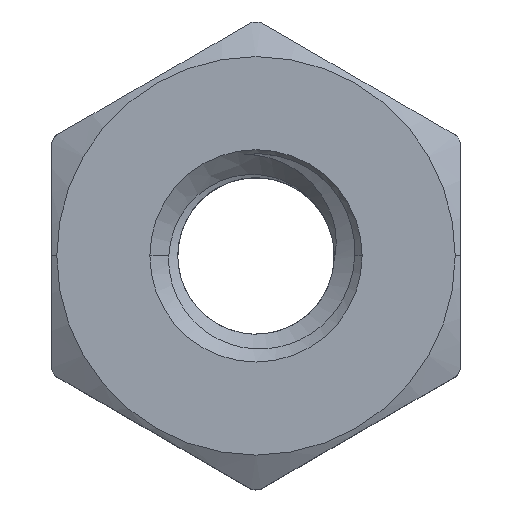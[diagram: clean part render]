
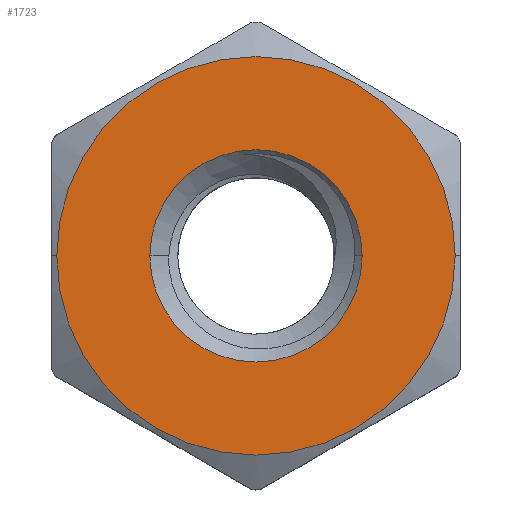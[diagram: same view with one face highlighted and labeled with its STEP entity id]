
A CAD part, top view. The second image highlights one B-rep face of the part: STEP entity #1723.
In plain terms, the highlighted planar face has unit normal (0, 0, 1).
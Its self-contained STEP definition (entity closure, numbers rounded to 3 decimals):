
#11 = ORIENTED_EDGE ( 'NONE', *, *, #629, .F. ) ;
#35 = ORIENTED_EDGE ( 'NONE', *, *, #1356, .T. ) ;
#96 = DIRECTION ( 'NONE',  ( 1., 0., 0. ) ) ;
#160 = EDGE_CURVE ( 'NONE', #612, #852, #1659, .T. ) ;
#182 = DIRECTION ( 'NONE',  ( 0., 0., 1. ) ) ;
#400 = DIRECTION ( 'NONE',  ( 1., 0., 0. ) ) ;
#420 = DIRECTION ( 'NONE',  ( 1., 0., 0. ) ) ;
#426 = ORIENTED_EDGE ( 'NONE', *, *, #160, .F. ) ;
#546 = DIRECTION ( 'NONE',  ( 0., 0., 1. ) ) ;
#572 = CARTESIAN_POINT ( 'NONE',  ( 0., 0., 1. ) ) ;
#591 = DIRECTION ( 'NONE',  ( 0., 0., 1. ) ) ;
#612 = VERTEX_POINT ( 'NONE', #847 ) ;
#629 = EDGE_CURVE ( 'NONE', #852, #612, #875, .T. ) ;
#639 = CARTESIAN_POINT ( 'NONE',  ( 0., 0., 1. ) ) ;
#684 = AXIS2_PLACEMENT_3D ( 'NONE', #1199, #546, #400 ) ;
#847 = CARTESIAN_POINT ( 'NONE',  ( -1.299, 0., 1. ) ) ;
#852 = VERTEX_POINT ( 'NONE', #1828 ) ;
#875 = CIRCLE ( 'NONE', #684, 1.299 ) ;
#882 = AXIS2_PLACEMENT_3D ( 'NONE', #1055, #1373, #96 ) ;
#889 = VERTEX_POINT ( 'NONE', #1029 ) ;
#1029 = CARTESIAN_POINT ( 'NONE',  ( -2.437, 0., 1. ) ) ;
#1055 = CARTESIAN_POINT ( 'NONE',  ( 0., 0., 1. ) ) ;
#1081 = CIRCLE ( 'NONE', #1690, 2.437 ) ;
#1134 = PLANE ( 'NONE',  #1180 ) ;
#1180 = AXIS2_PLACEMENT_3D ( 'NONE', #639, #182, #1788 ) ;
#1199 = CARTESIAN_POINT ( 'NONE',  ( 0., 0., 1. ) ) ;
#1242 = ORIENTED_EDGE ( 'NONE', *, *, #2060, .T. ) ;
#1356 = EDGE_CURVE ( 'NONE', #1370, #889, #1081, .T. ) ;
#1359 = AXIS2_PLACEMENT_3D ( 'NONE', #2044, #1898, #1436 ) ;
#1370 = VERTEX_POINT ( 'NONE', #1746 ) ;
#1373 = DIRECTION ( 'NONE',  ( 0., 0., 1. ) ) ;
#1436 = DIRECTION ( 'NONE',  ( 1., 0., 0. ) ) ;
#1442 = FACE_BOUND ( 'NONE', #2002, .T. ) ;
#1523 = EDGE_LOOP ( 'NONE', ( #35, #1242 ) ) ;
#1557 = FACE_OUTER_BOUND ( 'NONE', #1523, .T. ) ;
#1659 = CIRCLE ( 'NONE', #882, 1.299 ) ;
#1675 = CIRCLE ( 'NONE', #1359, 2.437 ) ;
#1690 = AXIS2_PLACEMENT_3D ( 'NONE', #572, #591, #420 ) ;
#1723 = ADVANCED_FACE ( 'NONE', ( #1442, #1557 ), #1134, .T. ) ;
#1746 = CARTESIAN_POINT ( 'NONE',  ( 2.437, 0., 1. ) ) ;
#1788 = DIRECTION ( 'NONE',  ( 1., 0., 0. ) ) ;
#1828 = CARTESIAN_POINT ( 'NONE',  ( 1.299, 0., 1. ) ) ;
#1898 = DIRECTION ( 'NONE',  ( 0., 0., 1. ) ) ;
#2002 = EDGE_LOOP ( 'NONE', ( #11, #426 ) ) ;
#2044 = CARTESIAN_POINT ( 'NONE',  ( 0., 0., 1. ) ) ;
#2060 = EDGE_CURVE ( 'NONE', #889, #1370, #1675, .T. ) ;
